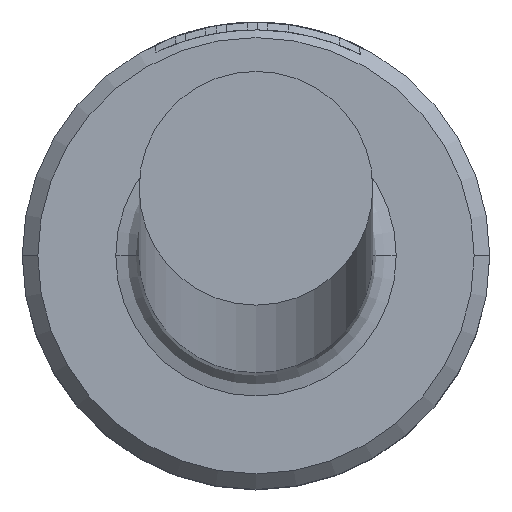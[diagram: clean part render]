
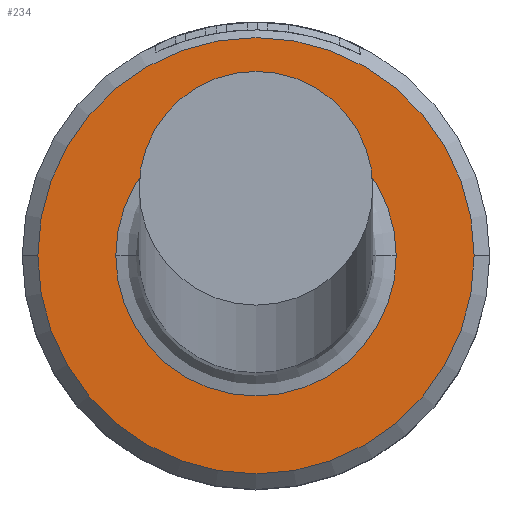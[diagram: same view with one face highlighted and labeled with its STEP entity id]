
A CAD part, top view. The second image highlights one B-rep face of the part: STEP entity #234.
In plain terms, the highlighted planar face has unit normal (0, 0, 1).
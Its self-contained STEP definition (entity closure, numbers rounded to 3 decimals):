
#94 = DIRECTION ( 'NONE',  ( 0., 0., 1. ) ) ;
#106 = FACE_BOUND ( 'NONE', #311, .T. ) ;
#134 = FACE_OUTER_BOUND ( 'NONE', #981, .T. ) ;
#224 = VERTEX_POINT ( 'NONE', #979 ) ;
#234 = ADVANCED_FACE ( 'NONE', ( #134, #106 ), #787, .T. ) ;
#254 = DIRECTION ( 'NONE',  ( 0., 0., 1. ) ) ;
#311 = EDGE_LOOP ( 'NONE', ( #1037, #590 ) ) ;
#333 = AXIS2_PLACEMENT_3D ( 'NONE', #637, #94, #722 ) ;
#334 = ORIENTED_EDGE ( 'NONE', *, *, #806, .T. ) ;
#361 = CIRCLE ( 'NONE', #924, 1.8 ) ;
#481 = CARTESIAN_POINT ( 'NONE',  ( 2.8, 0., 4. ) ) ;
#486 = CARTESIAN_POINT ( 'NONE',  ( 0., 0., 4. ) ) ;
#495 = ORIENTED_EDGE ( 'NONE', *, *, #878, .T. ) ;
#498 = EDGE_CURVE ( 'NONE', #843, #224, #546, .T. ) ;
#541 = VERTEX_POINT ( 'NONE', #481 ) ;
#546 = CIRCLE ( 'NONE', #647, 1.8 ) ;
#552 = CIRCLE ( 'NONE', #333, 2.8 ) ;
#573 = DIRECTION ( 'NONE',  ( -1., 0., 0. ) ) ;
#590 = ORIENTED_EDGE ( 'NONE', *, *, #498, .T. ) ;
#626 = DIRECTION ( 'NONE',  ( 1., 0., 0. ) ) ;
#637 = CARTESIAN_POINT ( 'NONE',  ( 0., 0., 4. ) ) ;
#639 = CIRCLE ( 'NONE', #739, 2.8 ) ;
#647 = AXIS2_PLACEMENT_3D ( 'NONE', #1084, #1017, #1005 ) ;
#693 = DIRECTION ( 'NONE',  ( 0., 0., 1. ) ) ;
#722 = DIRECTION ( 'NONE',  ( 1., 0., 0. ) ) ;
#737 = VERTEX_POINT ( 'NONE', #1125 ) ;
#739 = AXIS2_PLACEMENT_3D ( 'NONE', #792, #254, #885 ) ;
#787 = PLANE ( 'NONE',  #1030 ) ;
#792 = CARTESIAN_POINT ( 'NONE',  ( 0., 0., 4. ) ) ;
#806 = EDGE_CURVE ( 'NONE', #541, #737, #639, .T. ) ;
#843 = VERTEX_POINT ( 'NONE', #1070 ) ;
#878 = EDGE_CURVE ( 'NONE', #737, #541, #552, .T. ) ;
#885 = DIRECTION ( 'NONE',  ( 1., 0., 0. ) ) ;
#887 = CARTESIAN_POINT ( 'NONE',  ( 0., 0., 4. ) ) ;
#924 = AXIS2_PLACEMENT_3D ( 'NONE', #486, #1099, #573 ) ;
#979 = CARTESIAN_POINT ( 'NONE',  ( -1.8, 0., 4. ) ) ;
#981 = EDGE_LOOP ( 'NONE', ( #495, #334 ) ) ;
#995 = EDGE_CURVE ( 'NONE', #224, #843, #361, .T. ) ;
#1005 = DIRECTION ( 'NONE',  ( -1., 0., 0. ) ) ;
#1017 = DIRECTION ( 'NONE',  ( 0., 0., -1. ) ) ;
#1030 = AXIS2_PLACEMENT_3D ( 'NONE', #887, #693, #626 ) ;
#1037 = ORIENTED_EDGE ( 'NONE', *, *, #995, .T. ) ;
#1070 = CARTESIAN_POINT ( 'NONE',  ( 1.8, 0., 4. ) ) ;
#1084 = CARTESIAN_POINT ( 'NONE',  ( 0., 0., 4. ) ) ;
#1099 = DIRECTION ( 'NONE',  ( 0., 0., -1. ) ) ;
#1125 = CARTESIAN_POINT ( 'NONE',  ( -2.8, 0., 4. ) ) ;
